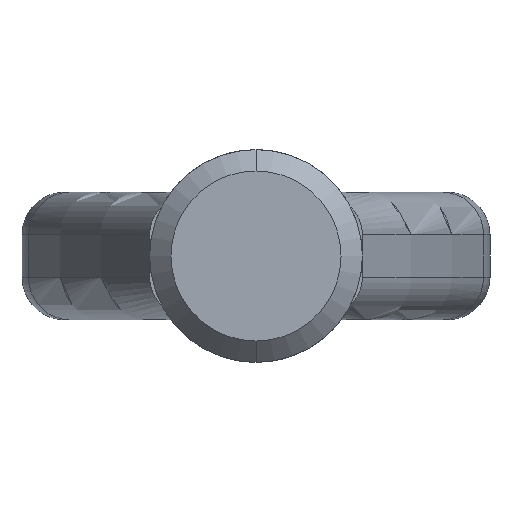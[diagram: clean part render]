
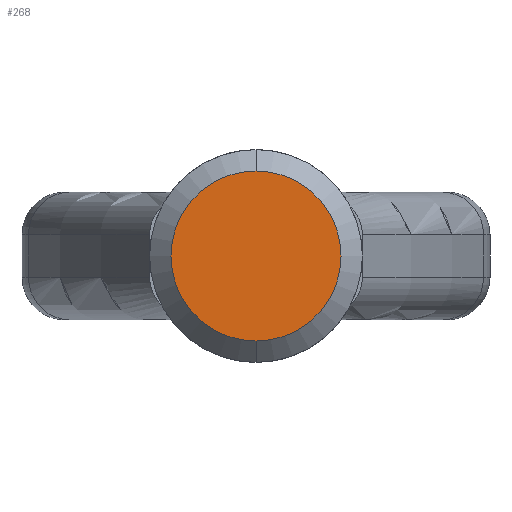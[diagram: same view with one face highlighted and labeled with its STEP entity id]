
A CAD part, front view. The second image highlights one B-rep face of the part: STEP entity #268.
In plain terms, the highlighted planar face has unit normal (0, -1, 0).
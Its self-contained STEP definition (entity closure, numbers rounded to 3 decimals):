
#31 = CARTESIAN_POINT ( 'NONE',  ( -5., -91., 10. ) ) ;
#36 = EDGE_LOOP ( 'NONE', ( #706, #648 ) ) ;
#135 = CIRCLE ( 'NONE', #306, 4. ) ;
#220 = EDGE_CURVE ( 'NONE', #414, #804, #405, .T. ) ;
#235 = DIRECTION ( 'NONE',  ( 0., 0., 1. ) ) ;
#268 = ADVANCED_FACE ( 'NONE', ( #955 ), #389, .F. ) ;
#306 = AXIS2_PLACEMENT_3D ( 'NONE', #869, #481, #235 ) ;
#389 = PLANE ( 'NONE',  #990 ) ;
#405 = CIRCLE ( 'NONE', #836, 4. ) ;
#414 = VERTEX_POINT ( 'NONE', #811 ) ;
#442 = CARTESIAN_POINT ( 'NONE',  ( 0., -91., 1. ) ) ;
#481 = DIRECTION ( 'NONE',  ( 0., -1., 0. ) ) ;
#536 = DIRECTION ( 'NONE',  ( 0., -1., 0. ) ) ;
#552 = CARTESIAN_POINT ( 'NONE',  ( 0., -91., 5. ) ) ;
#648 = ORIENTED_EDGE ( 'NONE', *, *, #868, .T. ) ;
#703 = DIRECTION ( 'NONE',  ( 0., 0., 1. ) ) ;
#706 = ORIENTED_EDGE ( 'NONE', *, *, #220, .T. ) ;
#787 = DIRECTION ( 'NONE',  ( 0., 0., 1. ) ) ;
#804 = VERTEX_POINT ( 'NONE', #442 ) ;
#811 = CARTESIAN_POINT ( 'NONE',  ( 0., -91., 9. ) ) ;
#836 = AXIS2_PLACEMENT_3D ( 'NONE', #552, #536, #703 ) ;
#868 = EDGE_CURVE ( 'NONE', #804, #414, #135, .T. ) ;
#869 = CARTESIAN_POINT ( 'NONE',  ( 0., -91., 5. ) ) ;
#955 = FACE_OUTER_BOUND ( 'NONE', #36, .T. ) ;
#990 = AXIS2_PLACEMENT_3D ( 'NONE', #31, #1049, #787 ) ;
#1049 = DIRECTION ( 'NONE',  ( 0., 1., 0. ) ) ;
